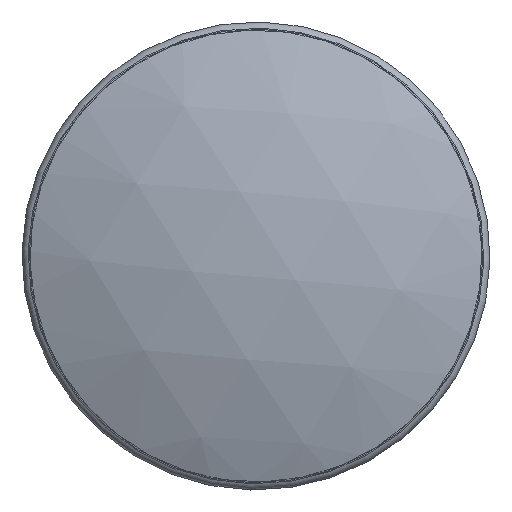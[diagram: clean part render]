
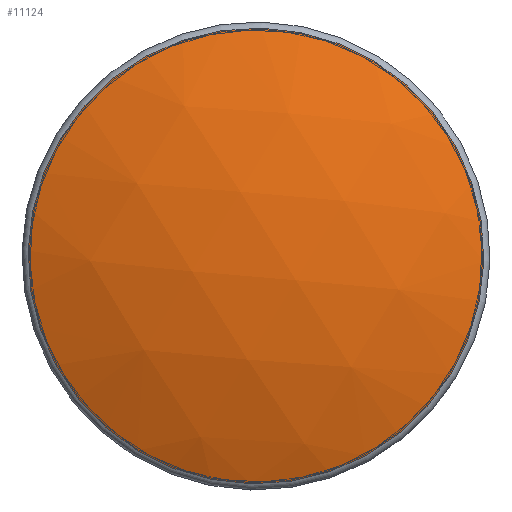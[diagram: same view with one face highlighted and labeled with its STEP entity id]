
A CAD part, top view. The second image highlights one B-rep face of the part: STEP entity #11124.
In plain terms, the highlighted spherical face has radius 80.4 mm.
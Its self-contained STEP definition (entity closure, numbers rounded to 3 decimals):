
#31=SPHERICAL_SURFACE('',#12383,80.4);
#5652=ORIENTED_EDGE('',*,*,#7258,.T.);
#7258=EDGE_CURVE('',#8328,#8328,#8856,.T.);
#8328=VERTEX_POINT('',#21673);
#8856=CIRCLE('',#12384,31.397);
#9636=EDGE_LOOP('',(#5652));
#10428=FACE_BOUND('',#9636,.T.);
#11124=ADVANCED_FACE('',(#10428),#31,.T.);
#12383=AXIS2_PLACEMENT_3D('',#21671,#15427,#15428);
#12384=AXIS2_PLACEMENT_3D('',#21672,#15429,#15430);
#15427=DIRECTION('',(0.854,-0.52,0.));
#15428=DIRECTION('',(0.,0.,-1.));
#15429=DIRECTION('',(0.,0.,1.));
#15430=DIRECTION('',(0.854,-0.52,0.));
#21671=CARTESIAN_POINT('',(0.,0.,
36.4));
#21672=CARTESIAN_POINT('',(0.,0.,110.416));
#21673=CARTESIAN_POINT('',(26.809,-16.341,110.416));
